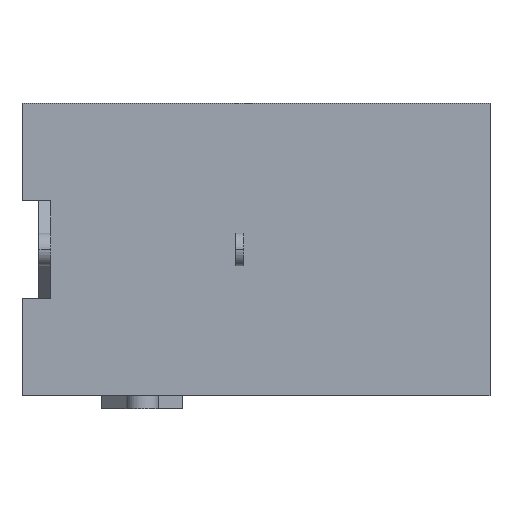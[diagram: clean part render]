
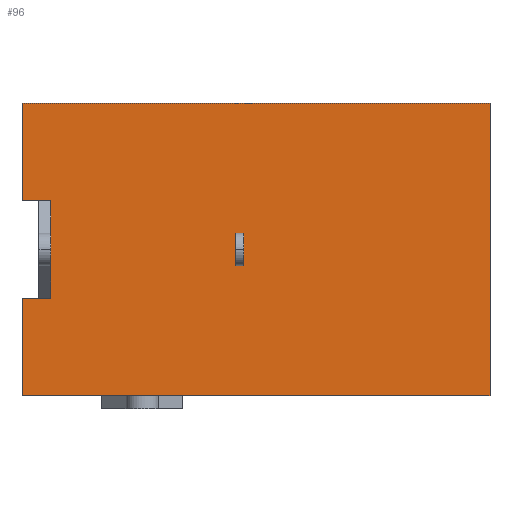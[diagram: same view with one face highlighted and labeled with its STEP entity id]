
A CAD part, front view. The second image highlights one B-rep face of the part: STEP entity #96.
In plain terms, the highlighted planar face has unit normal (0, -1, 0).
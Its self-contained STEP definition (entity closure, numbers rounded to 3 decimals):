
#96=ADVANCED_FACE('NONE',(#241,#242),#243,.T.);
#241=FACE_OUTER_BOUND('',#435,.T.);
#242=FACE_BOUND('',#436,.T.);
#243=PLANE('',#437);
#435=EDGE_LOOP('',(#648,#649,#650,#651,#652,#653,#654,#655,#656,#657,#658,#659));
#436=EDGE_LOOP('',(#660,#661,#662,#663));
#437=AXIS2_PLACEMENT_3D('',#664,#665,#666);
#648=ORIENTED_EDGE('',*,*,#1189,.T.);
#649=ORIENTED_EDGE('',*,*,#1197,.T.);
#650=ORIENTED_EDGE('',*,*,#1198,.T.);
#651=ORIENTED_EDGE('',*,*,#1199,.T.);
#652=ORIENTED_EDGE('',*,*,#1200,.T.);
#653=ORIENTED_EDGE('',*,*,#1201,.T.);
#654=ORIENTED_EDGE('',*,*,#1202,.T.);
#655=ORIENTED_EDGE('',*,*,#1203,.T.);
#656=ORIENTED_EDGE('',*,*,#1204,.T.);
#657=ORIENTED_EDGE('',*,*,#1205,.T.);
#658=ORIENTED_EDGE('',*,*,#1206,.F.);
#659=ORIENTED_EDGE('',*,*,#1207,.F.);
#660=ORIENTED_EDGE('',*,*,#1208,.T.);
#661=ORIENTED_EDGE('',*,*,#1209,.F.);
#662=ORIENTED_EDGE('',*,*,#1210,.T.);
#663=ORIENTED_EDGE('',*,*,#1211,.T.);
#664=CARTESIAN_POINT('',(-14.4,-6.5,4.5));
#665=DIRECTION('',(0.0,-1.0,0.0));
#666=DIRECTION('',(0.0,0.0,-1.0));
#1189=EDGE_CURVE('NONE',#1424,#1422,#1425,.T.);
#1197=EDGE_CURVE('NONE',#1422,#1437,#1438,.T.);
#1198=EDGE_CURVE('NONE',#1437,#1439,#1440,.T.);
#1199=EDGE_CURVE('NONE',#1439,#1441,#1442,.T.);
#1200=EDGE_CURVE('NONE',#1441,#1443,#1444,.T.);
#1201=EDGE_CURVE('NONE',#1443,#1445,#1446,.T.);
#1202=EDGE_CURVE('NONE',#1445,#1447,#1448,.T.);
#1203=EDGE_CURVE('NONE',#1447,#1449,#1450,.T.);
#1204=EDGE_CURVE('NONE',#1449,#1451,#1452,.T.);
#1205=EDGE_CURVE('NONE',#1451,#1453,#1454,.T.);
#1206=EDGE_CURVE('NONE',#1455,#1453,#1456,.T.);
#1207=EDGE_CURVE('NONE',#1424,#1455,#1457,.T.);
#1208=EDGE_CURVE('NONE',#1458,#1459,#1460,.T.);
#1209=EDGE_CURVE('NONE',#1461,#1459,#1462,.T.);
#1210=EDGE_CURVE('NONE',#1461,#1463,#1464,.T.);
#1211=EDGE_CURVE('NONE',#1463,#1458,#1465,.T.);
#1422=VERTEX_POINT('NONE',#1755);
#1424=VERTEX_POINT('NONE',#1758);
#1425=LINE('',#1759,#1760);
#1437=VERTEX_POINT('NONE',#1775);
#1438=LINE('',#1776,#1777);
#1439=VERTEX_POINT('NONE',#1778);
#1440=LINE('',#1779,#1780);
#1441=VERTEX_POINT('NONE',#1781);
#1442=LINE('',#1782,#1783);
#1443=VERTEX_POINT('NONE',#1784);
#1444=LINE('',#1785,#1786);
#1445=VERTEX_POINT('NONE',#1787);
#1446=LINE('',#1788,#1789);
#1447=VERTEX_POINT('NONE',#1790);
#1448=LINE('',#1791,#1792);
#1449=VERTEX_POINT('NONE',#1793);
#1450=LINE('',#1794,#1795);
#1451=VERTEX_POINT('NONE',#1796);
#1452=LINE('',#1797,#1798);
#1453=VERTEX_POINT('NONE',#1799);
#1454=LINE('',#1800,#1801);
#1455=VERTEX_POINT('NONE',#1802);
#1456=LINE('',#1803,#1804);
#1457=LINE('',#1805,#1806);
#1458=VERTEX_POINT('NONE',#1807);
#1459=VERTEX_POINT('NONE',#1808);
#1460=LINE('',#1809,#1810);
#1461=VERTEX_POINT('NONE',#1811);
#1462=LINE('',#1812,#1813);
#1463=VERTEX_POINT('NONE',#1814);
#1464=LINE('',#1815,#1816);
#1465=LINE('',#1817,#1818);
#1755=CARTESIAN_POINT('',(-14.4,-6.5,1.5));
#1758=CARTESIAN_POINT('',(-14.4,-6.5,4.5));
#1759=CARTESIAN_POINT('',(-14.4,-6.5,4.5));
#1760=VECTOR('',#2203,1000.0);
#1775=CARTESIAN_POINT('',(-13.52,-6.5,1.5));
#1776=CARTESIAN_POINT('',(-14.4,-6.5,1.5));
#1777=VECTOR('',#2213,1000.0);
#1778=CARTESIAN_POINT('',(-13.52,-6.5,0.5));
#1779=CARTESIAN_POINT('',(-13.52,-6.5,4.5));
#1780=VECTOR('',#2214,1000.0);
#1781=CARTESIAN_POINT('',(-13.52,-6.5,-0.5));
#1782=CARTESIAN_POINT('',(-13.52,-6.5,4.5));
#1783=VECTOR('',#2215,1000.0);
#1784=CARTESIAN_POINT('',(-13.52,-6.5,-1.5));
#1785=CARTESIAN_POINT('',(-13.52,-6.5,4.5));
#1786=VECTOR('',#2216,1000.0);
#1787=CARTESIAN_POINT('',(-14.4,-6.5,-1.5));
#1788=CARTESIAN_POINT('',(-14.4,-6.5,-1.5));
#1789=VECTOR('',#2217,1000.0);
#1790=CARTESIAN_POINT('',(-14.4,-6.5,-4.5));
#1791=CARTESIAN_POINT('',(-14.4,-6.5,4.5));
#1792=VECTOR('',#2218,1000.0);
#1793=CARTESIAN_POINT('',(-11.67,-6.5,-4.5));
#1794=CARTESIAN_POINT('',(-14.4,-6.5,-4.5));
#1795=VECTOR('',#2219,1000.0);
#1796=CARTESIAN_POINT('',(-9.73,-6.5,-4.5));
#1797=CARTESIAN_POINT('',(-14.4,-6.5,-4.5));
#1798=VECTOR('',#2220,1000.0);
#1799=CARTESIAN_POINT('',(0.0,-6.5,-4.5));
#1800=CARTESIAN_POINT('',(-14.4,-6.5,-4.5));
#1801=VECTOR('',#2221,1000.0);
#1802=CARTESIAN_POINT('',(0.0,-6.5,4.5));
#1803=CARTESIAN_POINT('',(0.0,-6.5,4.5));
#1804=VECTOR('',#2222,1000.0);
#1805=CARTESIAN_POINT('',(-14.4,-6.5,4.5));
#1806=VECTOR('',#2223,1000.0);
#1807=CARTESIAN_POINT('',(-7.825,-6.5,-0.5));
#1808=CARTESIAN_POINT('',(-7.825,-6.5,0.5));
#1809=CARTESIAN_POINT('',(-7.825,-6.5,4.5));
#1810=VECTOR('',#2224,1000.0);
#1811=CARTESIAN_POINT('',(-7.575,-6.5,0.5));
#1812=CARTESIAN_POINT('',(0.,-6.5,0.5));
#1813=VECTOR('',#2225,1000.0);
#1814=CARTESIAN_POINT('',(-7.575,-6.5,-0.5));
#1815=CARTESIAN_POINT('',(-7.575,-6.5,4.5));
#1816=VECTOR('',#2226,1000.0);
#1817=CARTESIAN_POINT('',(0.,-6.5,-0.5));
#1818=VECTOR('',#2227,1000.0);
#2203=DIRECTION('',(0.0,0.0,-1.0));
#2213=DIRECTION('',(1.0,0.0,0.0));
#2214=DIRECTION('',(0.0,0.0,-1.0));
#2215=DIRECTION('',(0.0,0.0,-1.0));
#2216=DIRECTION('',(0.0,0.0,-1.0));
#2217=DIRECTION('',(-1.0,0.0,0.0));
#2218=DIRECTION('',(0.0,0.0,-1.0));
#2219=DIRECTION('',(1.0,0.0,0.0));
#2220=DIRECTION('',(1.0,0.0,0.0));
#2221=DIRECTION('',(1.0,0.0,0.0));
#2222=DIRECTION('',(0.0,0.0,-1.0));
#2223=DIRECTION('',(1.0,0.0,0.0));
#2224=DIRECTION('',(-0.0,0.0,1.0));
#2225=DIRECTION('',(-1.0,-0.0,0.));
#2226=DIRECTION('',(0.,0.0,-1.0));
#2227=DIRECTION('',(-1.0,-0.0,0.));
